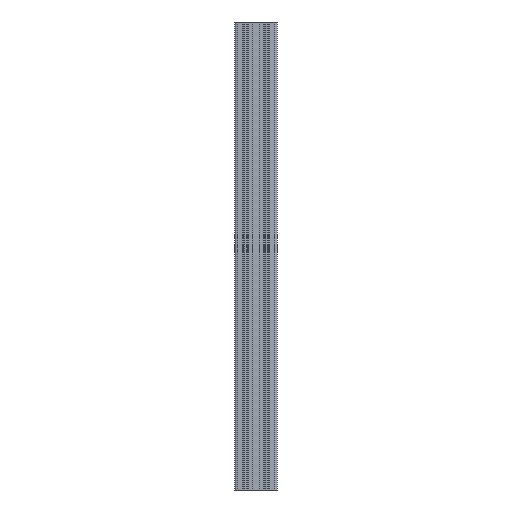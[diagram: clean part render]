
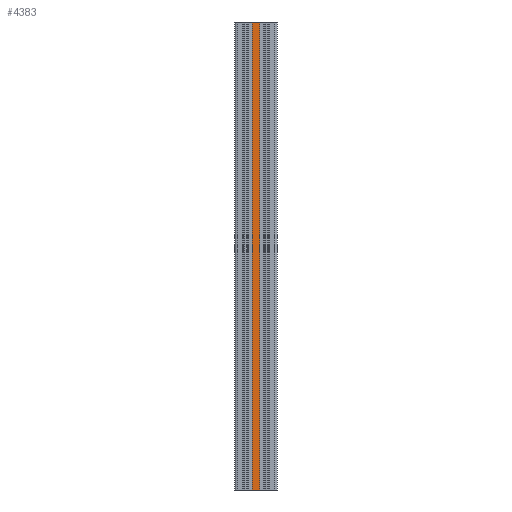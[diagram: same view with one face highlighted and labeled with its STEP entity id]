
A CAD part, front view. The second image highlights one B-rep face of the part: STEP entity #4383.
In plain terms, the highlighted planar face has unit normal (0, -1, 0).
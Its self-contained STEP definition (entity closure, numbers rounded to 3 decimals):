
#791=CARTESIAN_POINT('',(30.,-66.5,0.0));
#792=VERTEX_POINT('',#791);
#807=CARTESIAN_POINT('',(30.,-66.5,1000.0));
#808=VERTEX_POINT('',#807);
#815=CARTESIAN_POINT('',(30.,-66.5,1000.0));
#816=DIRECTION('',(0.0,0.0,-1.0));
#817=VECTOR('',#816,1000.0);
#818=LINE('',#815,#817);
#819=EDGE_CURVE('',#808,#792,#818,.T.);
#4353=CARTESIAN_POINT('',(22.5,-66.5,1000.0));
#4354=DIRECTION('',(0.0,-1.0,0.0));
#4355=DIRECTION('',(-1.0,0.0,0.0));
#4356=AXIS2_PLACEMENT_3D('',#4353,#4354,#4355);
#4357=PLANE('',#4356);
#4358=CARTESIAN_POINT('',(15.,-66.5,0.0));
#4359=VERTEX_POINT('',#4358);
#4360=CARTESIAN_POINT('',(30.,-66.5,0.0));
#4361=DIRECTION('',(-1.0,0.0,0.0));
#4362=VECTOR('',#4361,15.0);
#4363=LINE('',#4360,#4362);
#4364=EDGE_CURVE('',#792,#4359,#4363,.T.);
#4365=ORIENTED_EDGE('',*,*,#4364,.F.);
#4366=ORIENTED_EDGE('',*,*,#819,.F.);
#4367=CARTESIAN_POINT('',(15.,-66.5,1000.0));
#4368=VERTEX_POINT('',#4367);
#4369=CARTESIAN_POINT('',(15.,-66.5,1000.0));
#4370=DIRECTION('',(1.0,0.0,0.0));
#4371=VECTOR('',#4370,15.0);
#4372=LINE('',#4369,#4371);
#4373=EDGE_CURVE('',#4368,#808,#4372,.T.);
#4374=ORIENTED_EDGE('',*,*,#4373,.F.);
#4375=CARTESIAN_POINT('',(15.,-66.5,1000.0));
#4376=DIRECTION('',(0.0,0.0,-1.0));
#4377=VECTOR('',#4376,1000.0);
#4378=LINE('',#4375,#4377);
#4379=EDGE_CURVE('',#4368,#4359,#4378,.T.);
#4380=ORIENTED_EDGE('',*,*,#4379,.T.);
#4381=EDGE_LOOP('',(#4365,#4366,#4374,#4380));
#4382=FACE_OUTER_BOUND('',#4381,.T.);
#4383=ADVANCED_FACE('',(#4382),#4357,.T.);
